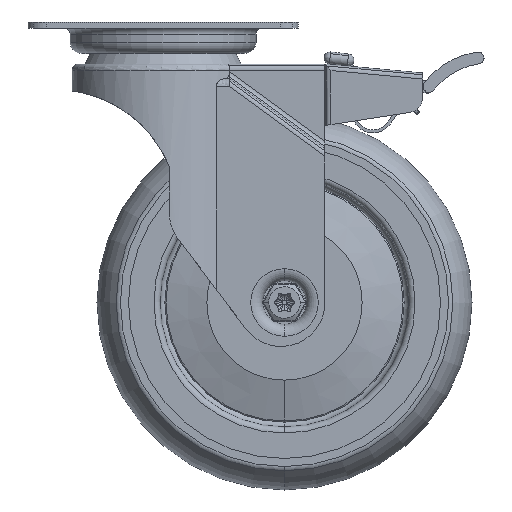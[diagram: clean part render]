
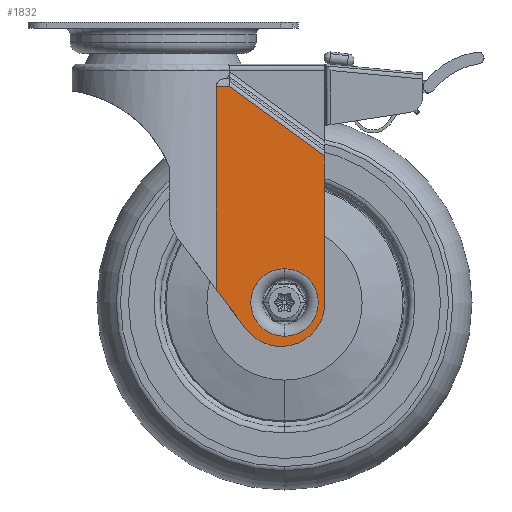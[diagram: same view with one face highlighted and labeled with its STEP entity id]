
A CAD part, front view. The second image highlights one B-rep face of the part: STEP entity #1832.
In plain terms, the highlighted planar face has unit normal (0, -1, 0).
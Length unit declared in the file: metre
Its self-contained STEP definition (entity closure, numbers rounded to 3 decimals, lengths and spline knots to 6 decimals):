
#1832=ADVANCED_FACE('',(#3196,#3197),#3198,.T.);
#3196=FACE_OUTER_BOUND('',#5484,.T.);
#3197=FACE_BOUND('',#5485,.T.);
#3198=PLANE('',#5486);
#5484=EDGE_LOOP('',(#13012,#13013,#13014,#13015,#13016,#13017));
#5485=EDGE_LOOP('',(#13018,#13019,#13020));
#5486=AXIS2_PLACEMENT_3D('',#13021,#13022,#13023);
#13012=ORIENTED_EDGE('',*,*,#21388,.T.);
#13013=ORIENTED_EDGE('',*,*,#21389,.F.);
#13014=ORIENTED_EDGE('',*,*,#21266,.F.);
#13015=ORIENTED_EDGE('',*,*,#21390,.T.);
#13016=ORIENTED_EDGE('',*,*,#21391,.F.);
#13017=ORIENTED_EDGE('',*,*,#21392,.T.);
#13018=ORIENTED_EDGE('',*,*,#21371,.F.);
#13019=ORIENTED_EDGE('',*,*,#21370,.F.);
#13020=ORIENTED_EDGE('',*,*,#21386,.F.);
#13021=CARTESIAN_POINT('',(0.037997,-0.0245,-0.06075));
#13022=DIRECTION('',(0.0,-1.0,-0.0));
#13023=DIRECTION('',(-1.0,0.0,0.));
#21266=EDGE_CURVE('',#24245,#24247,#24248,.T.);
#21370=EDGE_CURVE('',#24444,#24446,#24447,.T.);
#21371=EDGE_CURVE('',#24446,#24438,#24448,.T.);
#21386=EDGE_CURVE('',#24438,#24444,#24473,.T.);
#21388=EDGE_CURVE('',#24475,#24476,#24477,.T.);
#21389=EDGE_CURVE('',#24247,#24476,#24478,.T.);
#21390=EDGE_CURVE('',#24245,#24479,#24480,.T.);
#21391=EDGE_CURVE('',#24481,#24479,#24482,.T.);
#21392=EDGE_CURVE('',#24481,#24475,#24483,.T.);
#24245=VERTEX_POINT('',#29111);
#24247=VERTEX_POINT('',#29113);
#24248=LINE('',#29114,#29115);
#24438=VERTEX_POINT('',#30055);
#24444=VERTEX_POINT('',#30061);
#24446=VERTEX_POINT('',#30063);
#24447=CIRCLE('',#30064,0.01125);
#24448=CIRCLE('',#30065,0.01125);
#24473=CIRCLE('',#30094,0.01125);
#24475=VERTEX_POINT('',#30096);
#24476=VERTEX_POINT('',#30097);
#24477=CIRCLE('',#30098,0.01465);
#24478=LINE('',#30099,#30100);
#24479=VERTEX_POINT('',#30101);
#24480=LINE('',#30102,#30103);
#24481=VERTEX_POINT('',#30104);
#24482=LINE('',#30105,#30106);
#24483=LINE('',#30107,#30108);
#29111=CARTESIAN_POINT('',(0.022244,-0.0245,-0.021476));
#29113=CARTESIAN_POINT('',(0.054,-0.0245,-0.044659));
#29114=CARTESIAN_POINT('',(0.044021,-0.0245,-0.037374));
#29115=VECTOR('',#39411,1.0);
#30055=CARTESIAN_POINT('',(0.0405,-0.0245,-0.08225));
#30061=CARTESIAN_POINT('',(0.0405,-0.0245,-0.10475));
#30063=CARTESIAN_POINT('',(0.05175,-0.0245,-0.0935));
#30064=AXIS2_PLACEMENT_3D('',#39577,#39578,#39579);
#30065=AXIS2_PLACEMENT_3D('',#39580,#39581,#39582);
#30094=AXIS2_PLACEMENT_3D('',#39617,#39618,#39619);
#30096=CARTESIAN_POINT('',(0.027486,-0.0245,-0.102095));
#30097=CARTESIAN_POINT('',(0.054,-0.0245,-0.0935));
#30098=AXIS2_PLACEMENT_3D('',#39623,#39624,#39625);
#30099=CARTESIAN_POINT('',(0.054,-0.0245,-0.06775));
#30100=VECTOR('',#39626,1.0);
#30101=CARTESIAN_POINT('',(0.017743,-0.0245,-0.021476));
#30102=CARTESIAN_POINT('',(0.022244,-0.0245,-0.021476));
#30103=VECTOR('',#39627,1.0);
#30104=CARTESIAN_POINT('',(0.017743,-0.0245,-0.089125));
#30105=CARTESIAN_POINT('',(0.017743,-0.0245,-0.064488));
#30106=VECTOR('',#39628,1.0);
#30107=CARTESIAN_POINT('',(0.013146,-0.0245,-0.083005));
#30108=VECTOR('',#39629,1.0);
#39411=DIRECTION('',(0.808,0.0,-0.59));
#39577=CARTESIAN_POINT('',(0.0405,-0.0245,-0.0935));
#39578=DIRECTION('',(-0.0,-1.0,-0.0));
#39579=DIRECTION('',(-1.0,0.0,0.0));
#39580=CARTESIAN_POINT('',(0.0405,-0.0245,-0.0935));
#39581=DIRECTION('',(-0.0,-1.0,-0.0));
#39582=DIRECTION('',(-1.0,0.0,0.0));
#39617=CARTESIAN_POINT('',(0.0405,-0.0245,-0.0935));
#39618=DIRECTION('',(-0.0,-1.0,-0.0));
#39619=DIRECTION('',(-1.0,0.0,0.0));
#39623=CARTESIAN_POINT('',(0.03935,-0.0245,-0.0935));
#39624=DIRECTION('',(-0.0,-1.0,-0.0));
#39625=DIRECTION('',(-1.0,0.0,0.0));
#39626=DIRECTION('',(0.0,0.0,-1.0));
#39627=DIRECTION('',(-1.0,0.0,0.));
#39628=DIRECTION('',(0.,-0.0,1.0));
#39629=DIRECTION('',(0.601,0.0,-0.8));
